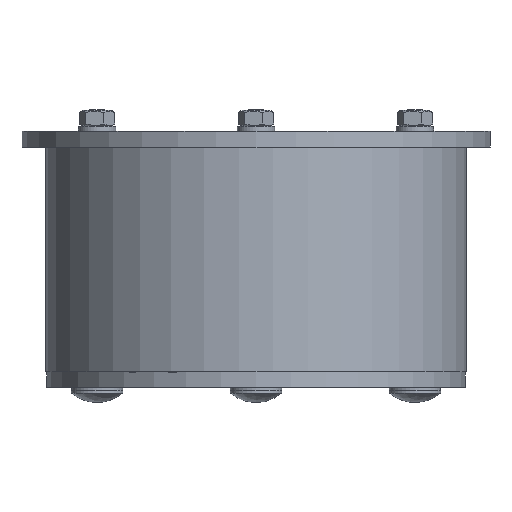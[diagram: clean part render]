
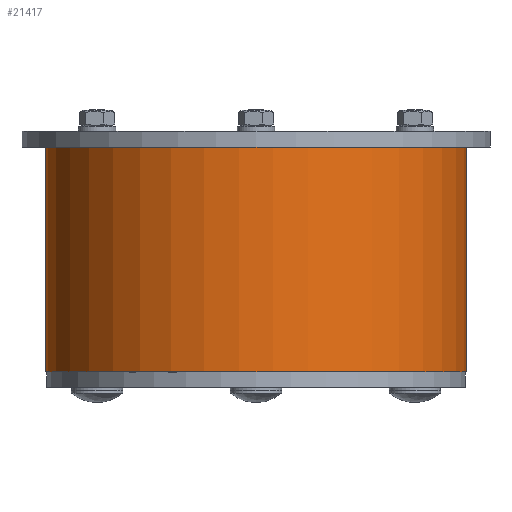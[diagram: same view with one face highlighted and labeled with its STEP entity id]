
A CAD part, front view. The second image highlights one B-rep face of the part: STEP entity #21417.
In plain terms, the highlighted cylindrical face has radius 67.5 mm (diameter 135 mm), a partial arc.
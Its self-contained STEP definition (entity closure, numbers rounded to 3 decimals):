
#7053=CARTESIAN_POINT('',(67.498,-0.5,72.0));
#7054=VERTEX_POINT('',#7053);
#7055=CARTESIAN_POINT('',(-67.498,-0.5,72.0));
#7056=VERTEX_POINT('',#7055);
#7057=CARTESIAN_POINT('',(0.0,0.0,72.0));
#7058=DIRECTION('',(0.0,0.0,1.0));
#7059=DIRECTION('',(-1.,0.007,0.0));
#7060=AXIS2_PLACEMENT_3D('',#7057,#7058,#7059);
#7061=CIRCLE('',#7060,67.5);
#7062=EDGE_CURVE('',#7054,#7056,#7061,.T.);
#21325=CARTESIAN_POINT('',(67.498,-0.5,0.0));
#21326=VERTEX_POINT('',#21325);
#21335=CARTESIAN_POINT('',(67.498,-0.5,0.0));
#21336=DIRECTION('',(0.0,0.0,1.0));
#21337=VECTOR('',#21336,72.0);
#21338=LINE('',#21335,#21337);
#21339=EDGE_CURVE('',#21326,#7054,#21338,.T.);
#21381=CARTESIAN_POINT('',(-67.498,-0.5,0.0));
#21382=VERTEX_POINT('',#21381);
#21391=CARTESIAN_POINT('',(-67.498,-0.5,0.0));
#21392=DIRECTION('',(0.0,0.0,1.0));
#21393=VECTOR('',#21392,72.0);
#21394=LINE('',#21391,#21393);
#21395=EDGE_CURVE('',#21382,#7056,#21394,.T.);
#21400=CARTESIAN_POINT('',(0.0,0.0,0.0));
#21401=DIRECTION('',(0.0,0.0,1.0));
#21402=DIRECTION('',(-1.,0.007,0.0));
#21403=AXIS2_PLACEMENT_3D('',#21400,#21401,#21402);
#21404=CYLINDRICAL_SURFACE('',#21403,67.5);
#21405=CARTESIAN_POINT('',(0.0,0.0,0.0));
#21406=DIRECTION('',(0.0,0.0,-1.0));
#21407=DIRECTION('',(-1.,0.007,0.0));
#21408=AXIS2_PLACEMENT_3D('',#21405,#21406,#21407);
#21409=CIRCLE('',#21408,67.5);
#21410=EDGE_CURVE('',#21382,#21326,#21409,.T.);
#21411=ORIENTED_EDGE('',*,*,#21410,.F.);
#21412=ORIENTED_EDGE('',*,*,#21395,.T.);
#21413=ORIENTED_EDGE('',*,*,#7062,.F.);
#21414=ORIENTED_EDGE('',*,*,#21339,.F.);
#21415=EDGE_LOOP('',(#21411,#21412,#21413,#21414));
#21416=FACE_OUTER_BOUND('',#21415,.T.);
#21417=ADVANCED_FACE('',(#21416),#21404,.T.);
